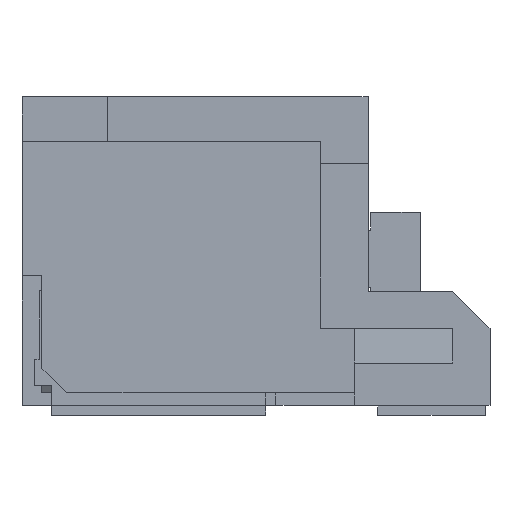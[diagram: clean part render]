
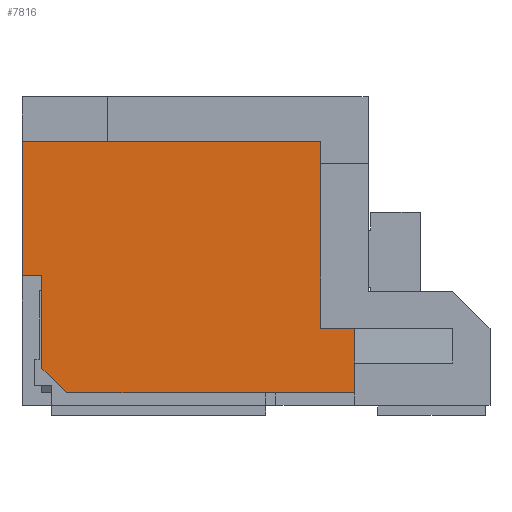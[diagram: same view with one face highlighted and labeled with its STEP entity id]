
A CAD part, left-side view. The second image highlights one B-rep face of the part: STEP entity #7816.
In plain terms, the highlighted planar face has unit normal (-1, 0, 0).
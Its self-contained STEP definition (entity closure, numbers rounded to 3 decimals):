
#97=DIRECTION('',(0.,1.,0.));
#98=VECTOR('',#97,5.784);
#99=CARTESIAN_POINT('',(-8.,-1.784,-2.69));
#100=LINE('',#99,#98);
#113=DIRECTION('',(0.,0.,-1.));
#114=VECTOR('',#113,0.6);
#115=CARTESIAN_POINT('',(-8.,-1.784,-2.09));
#116=LINE('',#115,#114);
#129=DIRECTION('',(0.,0.,-1.));
#130=VECTOR('',#129,0.7);
#131=CARTESIAN_POINT('',(-8.,-1.784,-1.39));
#132=LINE('',#131,#130);
#133=DIRECTION('',(0.,-1.,0.));
#134=VECTOR('',#133,0.4);
#135=CARTESIAN_POINT('',(-8.,4.9,-0.34));
#136=LINE('',#135,#134);
#137=DIRECTION('',(0.,0.,-1.));
#138=VECTOR('',#137,2.7);
#139=CARTESIAN_POINT('',(-8.,4.9,2.36));
#140=LINE('',#139,#138);
#141=DIRECTION('',(0.,1.,0.));
#142=VECTOR('',#141,6.);
#143=CARTESIAN_POINT('',(-8.,-1.1,2.36));
#144=LINE('',#143,#142);
#145=DIRECTION('',(0.,0.,1.));
#146=VECTOR('',#145,3.75);
#147=CARTESIAN_POINT('',(-8.,-1.1,-1.39));
#148=LINE('',#147,#146);
#149=DIRECTION('',(0.,1.,0.));
#150=VECTOR('',#149,0.684);
#151=CARTESIAN_POINT('',(-8.,-1.784,-1.39));
#152=LINE('',#151,#150);
#153=DIRECTION('',(0.,-0.707,-0.707));
#154=VECTOR('',#153,0.707);
#155=CARTESIAN_POINT('',(-8.,4.5,-2.19));
#156=LINE('',#155,#154);
#157=DIRECTION('',(0.,0.,1.));
#158=VECTOR('',#157,1.85);
#159=CARTESIAN_POINT('',(-8.,4.5,-2.19));
#160=LINE('',#159,#158);
#6325=CARTESIAN_POINT('',(-8.,4.9,2.36));
#6326=VERTEX_POINT('',#6325);
#6327=CARTESIAN_POINT('',(-8.,-1.1,2.36));
#6328=VERTEX_POINT('',#6327);
#6359=CARTESIAN_POINT('',(-8.,4.,-2.69));
#6360=VERTEX_POINT('',#6359);
#6361=CARTESIAN_POINT('',(-8.,4.5,-2.19));
#6362=VERTEX_POINT('',#6361);
#6364=CARTESIAN_POINT('',(-8.,-1.784,-2.09));
#6366=VERTEX_POINT('',#6364);
#6369=CARTESIAN_POINT('',(-8.,-1.784,-1.39));
#6370=VERTEX_POINT('',#6369);
#6372=CARTESIAN_POINT('',(-8.,-1.784,-2.69));
#6374=VERTEX_POINT('',#6372);
#6449=CARTESIAN_POINT('',(-8.,-1.1,-1.39));
#6450=VERTEX_POINT('',#6449);
#6473=CARTESIAN_POINT('',(-8.,4.5,-0.34));
#6474=VERTEX_POINT('',#6473);
#6531=CARTESIAN_POINT('',(-8.,4.9,-0.34));
#6532=VERTEX_POINT('',#6531);
#7792=CARTESIAN_POINT('',(-8.,4.9,-1.39));
#7793=DIRECTION('',(1.,0.,0.));
#7794=DIRECTION('',(0.,0.,1.));
#7795=AXIS2_PLACEMENT_3D('',#7792,#7793,#7794);
#7796=PLANE('',#7795);
#7798=ORIENTED_EDGE('',*,*,#7797,.F.);
#7800=ORIENTED_EDGE('',*,*,#7799,.F.);
#7802=ORIENTED_EDGE('',*,*,#7801,.F.);
#7804=ORIENTED_EDGE('',*,*,#7803,.F.);
#7806=ORIENTED_EDGE('',*,*,#7805,.F.);
#7807=ORIENTED_EDGE('',*,*,#7783,.T.);
#7808=ORIENTED_EDGE('',*,*,#7759,.T.);
#7809=ORIENTED_EDGE('',*,*,#7740,.T.);
#7811=ORIENTED_EDGE('',*,*,#7810,.F.);
#7813=ORIENTED_EDGE('',*,*,#7812,.T.);
#7814=EDGE_LOOP('',(#7798,#7800,#7802,#7804,#7806,#7807,#7808,#7809,#7811,
#7813));
#7815=FACE_OUTER_BOUND('',#7814,.F.);
#7816=ADVANCED_FACE('',(#7815),#7796,.F.);
#7740=EDGE_CURVE('',#6374,#6360,#100,.T.);
#7759=EDGE_CURVE('',#6366,#6374,#116,.T.);
#7783=EDGE_CURVE('',#6370,#6366,#132,.T.);
#7797=EDGE_CURVE('',#6532,#6474,#136,.T.);
#7799=EDGE_CURVE('',#6326,#6532,#140,.T.);
#7801=EDGE_CURVE('',#6328,#6326,#144,.T.);
#7803=EDGE_CURVE('',#6450,#6328,#148,.T.);
#7805=EDGE_CURVE('',#6370,#6450,#152,.T.);
#7810=EDGE_CURVE('',#6362,#6360,#156,.T.);
#7812=EDGE_CURVE('',#6362,#6474,#160,.T.);
